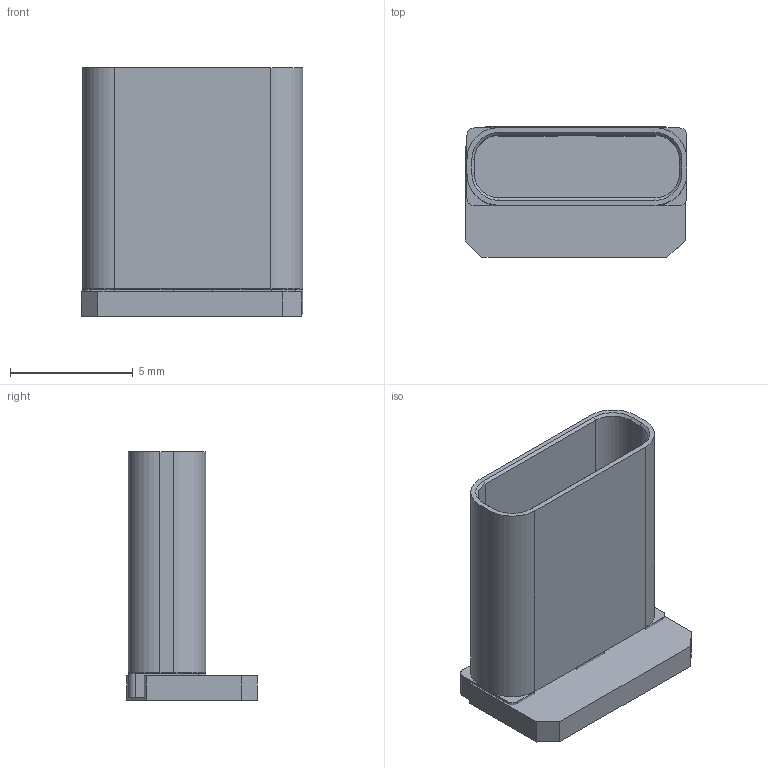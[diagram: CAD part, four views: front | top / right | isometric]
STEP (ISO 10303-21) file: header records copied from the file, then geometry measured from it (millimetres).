
FILE_DESCRIPTION (( 'STEP AP214' ), '1' );
FILE_NAME ('Completeplug.STEP', '2023-08-06T09:08:26', ( '' ), ( '' ), 'SwSTEP 2.0', 'SolidWorks 2021', '' );
FILE_SCHEMA (( 'AUTOMOTIVE_DESIGN' ));
Length unit declared in the file: millimetre
Products named in the file (3): Type-c-14p_vertical_H-10mm; footprint; Completeplug
Assembly tree (2 placements, depth 2):
  Completeplug
    footprint
    Type-c-14p_vertical_H-10mm
Bounding box: 9.02 x 5.32 x 10.12 mm (x, y, z)
Volume: 105.7 mm3; surface area: 567.7 mm2
Topology: 3 solids, 3 shells, 91 faces, 235 edges, 154 vertices
Faces by surface type: plane 72, cylinder 15, cone 4
Entity records: 3559 total; most frequent: CARTESIAN_POINT 485, ORIENTED_EDGE 470, DIRECTION 461, EDGE_CURVE 235, VECTOR 201, LINE 201, VERTEX_POINT 154, AXIS2_PLACEMENT_3D 130
